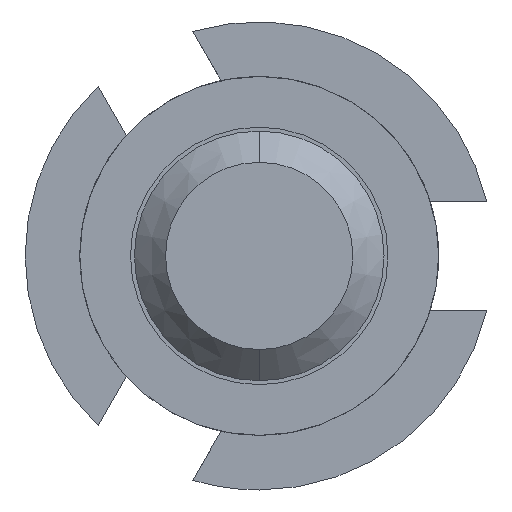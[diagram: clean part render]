
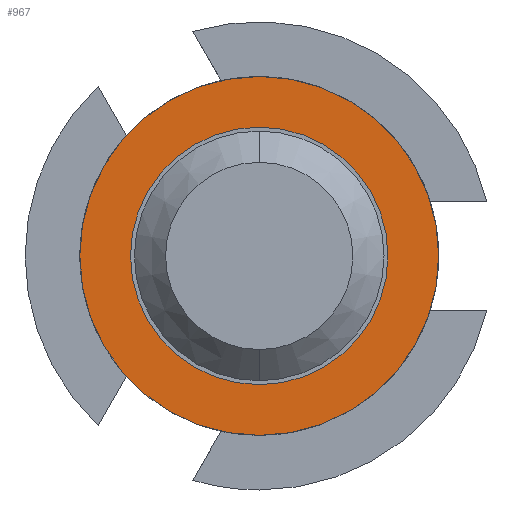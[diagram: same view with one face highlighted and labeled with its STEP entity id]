
A CAD part, front view. The second image highlights one B-rep face of the part: STEP entity #967.
In plain terms, the highlighted planar face has unit normal (0, -1, 0).
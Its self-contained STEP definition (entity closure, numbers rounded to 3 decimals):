
#35 = CIRCLE ( 'NONE', #4487, 0.825 ) ;
#48 = CIRCLE ( 'NONE', #2646, 1.15 ) ;
#169 = FACE_OUTER_BOUND ( 'NONE', #1682, .T. ) ;
#199 = CARTESIAN_POINT ( 'NONE',  ( 0., -1.5, 0. ) ) ;
#223 = FACE_BOUND ( 'NONE', #1360, .T. ) ;
#301 = AXIS2_PLACEMENT_3D ( 'NONE', #3007, #4425, #3367 ) ;
#376 = CARTESIAN_POINT ( 'NONE',  ( 0., -1.5, -0.825 ) ) ;
#436 = CARTESIAN_POINT ( 'NONE',  ( 0., -1.5, 0. ) ) ;
#881 = CIRCLE ( 'NONE', #301, 1.15 ) ;
#967 = ADVANCED_FACE ( 'Defeature ausgef�hrt4_17', ( #169, #223 ), #1121, .F. ) ;
#1028 = EDGE_CURVE ( 'Defeature ausgef�hrt4_13+Defeature ausgef�hrt4_17+Defeature ausgef�hrt4_17+Defeature ausgef�hrt4_17', #1255, #2043, #48, .T. ) ;
#1066 = ORIENTED_EDGE ( 'NONE', *, *, #2778, .T. ) ;
#1121 = PLANE ( 'NONE',  #2730 ) ;
#1255 = VERTEX_POINT ( 'NONE', #4311 ) ;
#1310 = CARTESIAN_POINT ( 'NONE',  ( 0., -1.5, 0.825 ) ) ;
#1360 = EDGE_LOOP ( 'NONE', ( #4337, #1066 ) ) ;
#1553 = DIRECTION ( 'NONE',  ( 0., 1., 0. ) ) ;
#1608 = DIRECTION ( 'NONE',  ( 0., 1., 0. ) ) ;
#1682 = EDGE_LOOP ( 'NONE', ( #2555, #4381 ) ) ;
#1845 = DIRECTION ( 'NONE',  ( 0., 1., 0. ) ) ;
#2043 = VERTEX_POINT ( 'NONE', #4559 ) ;
#2483 = DIRECTION ( 'NONE',  ( 0., 1., 0. ) ) ;
#2555 = ORIENTED_EDGE ( 'NONE', *, *, #3401, .F. ) ;
#2646 = AXIS2_PLACEMENT_3D ( 'NONE', #3322, #1553, #4039 ) ;
#2730 = AXIS2_PLACEMENT_3D ( 'NONE', #4331, #2483, #3212 ) ;
#2778 = EDGE_CURVE ( 'Defeature ausgef�hrt4_17+Defeature ausgef�hrt4_16+Defeature ausgef�hrt4_16+Defeature ausgef�hrt4_16', #3745, #3632, #35, .T. ) ;
#3007 = CARTESIAN_POINT ( 'NONE',  ( 0., -1.5, 0. ) ) ;
#3212 = DIRECTION ( 'NONE',  ( 0., 0., 1. ) ) ;
#3322 = CARTESIAN_POINT ( 'NONE',  ( 0., -1.5, 0. ) ) ;
#3367 = DIRECTION ( 'NONE',  ( 0., 0., 1. ) ) ;
#3401 = EDGE_CURVE ( 'Defeature ausgef�hrt4_13+Defeature ausgef�hrt4_17+Defeature ausgef�hrt4_17+Defeature ausgef�hrt4_17', #2043, #1255, #881, .T. ) ;
#3632 = VERTEX_POINT ( 'NONE', #1310 ) ;
#3713 = DIRECTION ( 'NONE',  ( 0., 0., 1. ) ) ;
#3745 = VERTEX_POINT ( 'NONE', #376 ) ;
#4039 = DIRECTION ( 'NONE',  ( 0., 0., 1. ) ) ;
#4311 = CARTESIAN_POINT ( 'NONE',  ( 0., -1.5, -1.15 ) ) ;
#4329 = DIRECTION ( 'NONE',  ( 0., 0., 1. ) ) ;
#4331 = CARTESIAN_POINT ( 'NONE',  ( 0.825, -1.5, 0. ) ) ;
#4337 = ORIENTED_EDGE ( 'NONE', *, *, #4439, .T. ) ;
#4381 = ORIENTED_EDGE ( 'NONE', *, *, #1028, .F. ) ;
#4425 = DIRECTION ( 'NONE',  ( 0., 1., 0. ) ) ;
#4439 = EDGE_CURVE ( 'Defeature ausgef�hrt4_17+Defeature ausgef�hrt4_16+Defeature ausgef�hrt4_16+Defeature ausgef�hrt4_16', #3632, #3745, #4442, .T. ) ;
#4442 = CIRCLE ( 'NONE', #4589, 0.825 ) ;
#4487 = AXIS2_PLACEMENT_3D ( 'NONE', #436, #1845, #4329 ) ;
#4559 = CARTESIAN_POINT ( 'NONE',  ( 0., -1.5, 1.15 ) ) ;
#4589 = AXIS2_PLACEMENT_3D ( 'NONE', #199, #1608, #3713 ) ;
